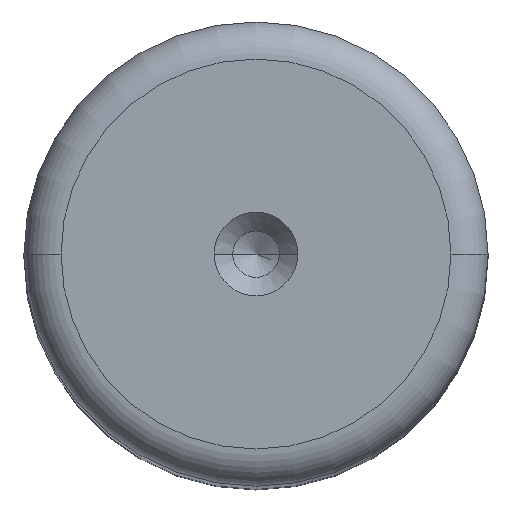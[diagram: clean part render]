
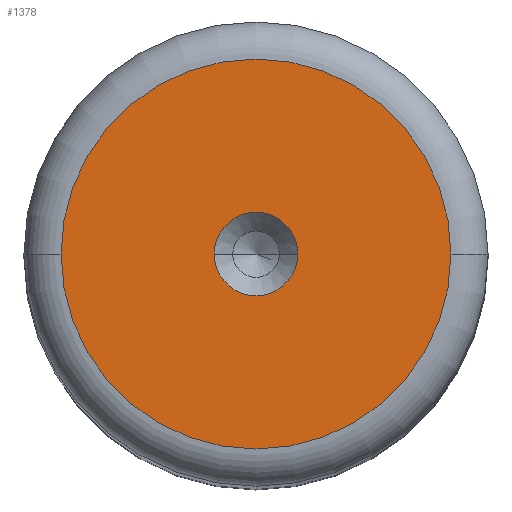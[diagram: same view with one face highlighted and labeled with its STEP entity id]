
A CAD part, top view. The second image highlights one B-rep face of the part: STEP entity #1378.
In plain terms, the highlighted planar face has unit normal (0, 0, 1).
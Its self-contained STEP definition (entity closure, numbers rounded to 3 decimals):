
#9 = ORIENTED_EDGE ( 'NONE', *, *, #1483, .T. ) ;
#40 = VERTEX_POINT ( 'NONE', #646 ) ;
#50 = DIRECTION ( 'NONE',  ( 0., 0., 1. ) ) ;
#78 = CIRCLE ( 'NONE', #193, 2.25 ) ;
#193 = AXIS2_PLACEMENT_3D ( 'NONE', #1043, #283, #1172 ) ;
#194 = ORIENTED_EDGE ( 'NONE', *, *, #369, .T. ) ;
#257 = CARTESIAN_POINT ( 'NONE',  ( 10.5, 0., 120. ) ) ;
#269 = CARTESIAN_POINT ( 'NONE',  ( 0., 0., 120. ) ) ;
#272 = EDGE_LOOP ( 'NONE', ( #9, #194 ) ) ;
#283 = DIRECTION ( 'NONE',  ( 0., 0., 1. ) ) ;
#284 = FACE_OUTER_BOUND ( 'NONE', #272, .T. ) ;
#290 = ORIENTED_EDGE ( 'NONE', *, *, #1542, .F. ) ;
#307 = PLANE ( 'NONE',  #676 ) ;
#369 = EDGE_CURVE ( 'NONE', #899, #524, #841, .T. ) ;
#454 = DIRECTION ( 'NONE',  ( 0., 0., 1. ) ) ;
#504 = DIRECTION ( 'NONE',  ( 1., 0., 0. ) ) ;
#524 = VERTEX_POINT ( 'NONE', #257 ) ;
#559 = CIRCLE ( 'NONE', #1005, 10.5 ) ;
#591 = DIRECTION ( 'NONE',  ( 0., 0., 1. ) ) ;
#646 = CARTESIAN_POINT ( 'NONE',  ( 2.25, 0., 120. ) ) ;
#676 = AXIS2_PLACEMENT_3D ( 'NONE', #956, #454, #1308 ) ;
#727 = CARTESIAN_POINT ( 'NONE',  ( -2.25, 0., 120. ) ) ;
#831 = CARTESIAN_POINT ( 'NONE',  ( 0., 0., 120. ) ) ;
#841 = CIRCLE ( 'NONE', #1102, 10.5 ) ;
#899 = VERTEX_POINT ( 'NONE', #1348 ) ;
#956 = CARTESIAN_POINT ( 'NONE',  ( 0., 0., 120. ) ) ;
#958 = DIRECTION ( 'NONE',  ( 1., 0., 0. ) ) ;
#1005 = AXIS2_PLACEMENT_3D ( 'NONE', #831, #50, #958 ) ;
#1043 = CARTESIAN_POINT ( 'NONE',  ( 0., 0., 120. ) ) ;
#1096 = CIRCLE ( 'NONE', #1328, 2.25 ) ;
#1102 = AXIS2_PLACEMENT_3D ( 'NONE', #269, #1121, #504 ) ;
#1121 = DIRECTION ( 'NONE',  ( 0., 0., 1. ) ) ;
#1147 = EDGE_CURVE ( 'NONE', #40, #1611, #78, .T. ) ;
#1172 = DIRECTION ( 'NONE',  ( 1., 0., 0. ) ) ;
#1308 = DIRECTION ( 'NONE',  ( 1., 0., 0. ) ) ;
#1319 = CARTESIAN_POINT ( 'NONE',  ( 0., 0., 120. ) ) ;
#1328 = AXIS2_PLACEMENT_3D ( 'NONE', #1319, #591, #1440 ) ;
#1329 = ORIENTED_EDGE ( 'NONE', *, *, #1147, .F. ) ;
#1348 = CARTESIAN_POINT ( 'NONE',  ( -10.5, 0., 120. ) ) ;
#1362 = EDGE_LOOP ( 'NONE', ( #1329, #290 ) ) ;
#1378 = ADVANCED_FACE ( 'NONE', ( #1569, #284 ), #307, .T. ) ;
#1440 = DIRECTION ( 'NONE',  ( 1., 0., 0. ) ) ;
#1483 = EDGE_CURVE ( 'NONE', #524, #899, #559, .T. ) ;
#1542 = EDGE_CURVE ( 'NONE', #1611, #40, #1096, .T. ) ;
#1569 = FACE_BOUND ( 'NONE', #1362, .T. ) ;
#1611 = VERTEX_POINT ( 'NONE', #727 ) ;
